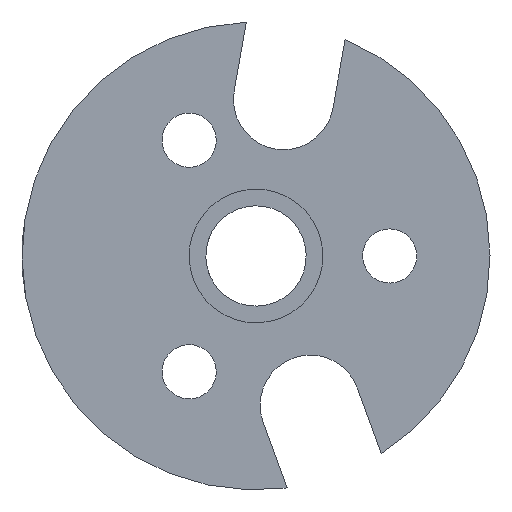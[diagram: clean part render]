
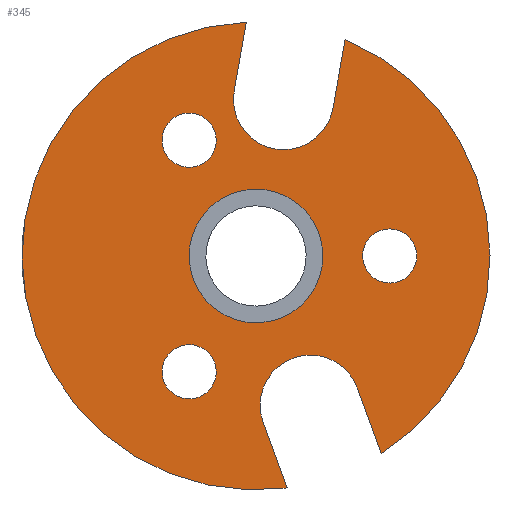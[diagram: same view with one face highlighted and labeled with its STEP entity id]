
A CAD part, front view. The second image highlights one B-rep face of the part: STEP entity #345.
In plain terms, the highlighted planar face has unit normal (0, -1, 0).
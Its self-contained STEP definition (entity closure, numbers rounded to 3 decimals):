
#156=CARTESIAN_POINT('Axis2P3D Location',(0.,1.5,0.)) ;
#160=CARTESIAN_POINT('Vertex',(1.858,1.5,-13.876)) ;
#162=CARTESIAN_POINT('Vertex',(-12.286,1.5,6.712)) ;
#195=CARTESIAN_POINT('Axis2P3D Location',(14.,1.5,0.)) ;
#200=CARTESIAN_POINT('Line Origine',(4.967,1.5,10.89)) ;
#204=CARTESIAN_POINT('Vertex',(5.329,1.5,12.946)) ;
#206=CARTESIAN_POINT('Vertex',(4.604,1.5,8.835)) ;
#209=CARTESIAN_POINT('Axis2P3D Location',(1.65,1.5,9.356)) ;
#213=CARTESIAN_POINT('Vertex',(-1.305,1.5,9.877)) ;
#216=CARTESIAN_POINT('Line Origine',(-0.942,1.5,11.932)) ;
#220=CARTESIAN_POINT('Vertex',(-0.58,1.5,13.988)) ;
#223=CARTESIAN_POINT('Axis2P3D Location',(0.,1.5,0.)) ;
#228=CARTESIAN_POINT('Line Origine',(1.144,1.5,-11.915)) ;
#232=CARTESIAN_POINT('Vertex',(0.43,1.5,-9.953)) ;
#235=CARTESIAN_POINT('Axis2P3D Location',(3.249,1.5,-8.927)) ;
#239=CARTESIAN_POINT('Vertex',(6.068,1.5,-7.901)) ;
#242=CARTESIAN_POINT('Line Origine',(6.782,1.5,-9.863)) ;
#246=CARTESIAN_POINT('Vertex',(7.496,1.5,-11.824)) ;
#249=CARTESIAN_POINT('Axis2P3D Location',(0.,1.5,0.)) ;
#253=CARTESIAN_POINT('Vertex',(12.286,1.5,-6.712)) ;
#256=CARTESIAN_POINT('Axis2P3D Location',(0.,1.5,0.)) ;
#273=CARTESIAN_POINT('Axis2P3D Location',(8.,1.5,0.)) ;
#277=CARTESIAN_POINT('Vertex',(6.577,1.5,0.777)) ;
#279=CARTESIAN_POINT('Vertex',(9.423,1.5,-0.777)) ;
#282=CARTESIAN_POINT('Axis2P3D Location',(8.,1.5,0.)) ;
#291=CARTESIAN_POINT('Axis2P3D Location',(0.,1.5,0.)) ;
#295=CARTESIAN_POINT('Vertex',(-3.51,1.5,1.918)) ;
#297=CARTESIAN_POINT('Vertex',(3.51,1.5,-1.918)) ;
#300=CARTESIAN_POINT('Axis2P3D Location',(0.,1.5,0.)) ;
#309=CARTESIAN_POINT('Axis2P3D Location',(-4.,1.5,6.928)) ;
#313=CARTESIAN_POINT('Vertex',(-4.038,1.5,8.549)) ;
#315=CARTESIAN_POINT('Vertex',(-3.962,1.5,5.308)) ;
#318=CARTESIAN_POINT('Axis2P3D Location',(-4.,1.5,6.928)) ;
#327=CARTESIAN_POINT('Axis2P3D Location',(-4.,1.5,-6.928)) ;
#331=CARTESIAN_POINT('Vertex',(-5.384,1.5,-7.772)) ;
#333=CARTESIAN_POINT('Vertex',(-2.616,1.5,-6.085)) ;
#336=CARTESIAN_POINT('Axis2P3D Location',(-4.,1.5,-6.928)) ;
#157=DIRECTION('Axis2P3D Direction',(0.,1.,0.)) ;
#196=DIRECTION('Axis2P3D Direction',(0.,1.,0.)) ;
#197=DIRECTION('Axis2P3D XDirection',(1.,-0.,0.)) ;
#201=DIRECTION('Vector Direction',(-0.174,0.,-0.985)) ;
#210=DIRECTION('Axis2P3D Direction',(0.,1.,0.)) ;
#217=DIRECTION('Vector Direction',(0.174,0.,0.985)) ;
#224=DIRECTION('Axis2P3D Direction',(0.,1.,0.)) ;
#229=DIRECTION('Vector Direction',(-0.342,0.,0.94)) ;
#236=DIRECTION('Axis2P3D Direction',(0.,1.,0.)) ;
#243=DIRECTION('Vector Direction',(0.342,0.,-0.94)) ;
#250=DIRECTION('Axis2P3D Direction',(0.,1.,0.)) ;
#257=DIRECTION('Axis2P3D Direction',(0.,1.,0.)) ;
#274=DIRECTION('Axis2P3D Direction',(0.,1.,0.)) ;
#283=DIRECTION('Axis2P3D Direction',(0.,1.,0.)) ;
#292=DIRECTION('Axis2P3D Direction',(0.,1.,0.)) ;
#301=DIRECTION('Axis2P3D Direction',(0.,1.,0.)) ;
#310=DIRECTION('Axis2P3D Direction',(0.,1.,0.)) ;
#319=DIRECTION('Axis2P3D Direction',(0.,1.,0.)) ;
#328=DIRECTION('Axis2P3D Direction',(0.,1.,0.)) ;
#337=DIRECTION('Axis2P3D Direction',(0.,1.,0.)) ;
#158=AXIS2_PLACEMENT_3D('Circle Axis2P3D',#156,#157,$) ;
#198=AXIS2_PLACEMENT_3D('Plane Axis2P3D',#195,#196,#197) ;
#211=AXIS2_PLACEMENT_3D('Circle Axis2P3D',#209,#210,$) ;
#225=AXIS2_PLACEMENT_3D('Circle Axis2P3D',#223,#224,$) ;
#237=AXIS2_PLACEMENT_3D('Circle Axis2P3D',#235,#236,$) ;
#251=AXIS2_PLACEMENT_3D('Circle Axis2P3D',#249,#250,$) ;
#258=AXIS2_PLACEMENT_3D('Circle Axis2P3D',#256,#257,$) ;
#275=AXIS2_PLACEMENT_3D('Circle Axis2P3D',#273,#274,$) ;
#284=AXIS2_PLACEMENT_3D('Circle Axis2P3D',#282,#283,$) ;
#293=AXIS2_PLACEMENT_3D('Circle Axis2P3D',#291,#292,$) ;
#302=AXIS2_PLACEMENT_3D('Circle Axis2P3D',#300,#301,$) ;
#311=AXIS2_PLACEMENT_3D('Circle Axis2P3D',#309,#310,$) ;
#320=AXIS2_PLACEMENT_3D('Circle Axis2P3D',#318,#319,$) ;
#329=AXIS2_PLACEMENT_3D('Circle Axis2P3D',#327,#328,$) ;
#338=AXIS2_PLACEMENT_3D('Circle Axis2P3D',#336,#337,$) ;
#262=ORIENTED_EDGE('',*,*,#208,.T.) ;
#263=ORIENTED_EDGE('',*,*,#215,.T.) ;
#264=ORIENTED_EDGE('',*,*,#222,.T.) ;
#265=ORIENTED_EDGE('',*,*,#227,.F.) ;
#266=ORIENTED_EDGE('',*,*,#164,.F.) ;
#267=ORIENTED_EDGE('',*,*,#234,.T.) ;
#268=ORIENTED_EDGE('',*,*,#241,.T.) ;
#269=ORIENTED_EDGE('',*,*,#248,.T.) ;
#270=ORIENTED_EDGE('',*,*,#255,.F.) ;
#271=ORIENTED_EDGE('',*,*,#260,.F.) ;
#288=ORIENTED_EDGE('',*,*,#281,.T.) ;
#289=ORIENTED_EDGE('',*,*,#286,.T.) ;
#306=ORIENTED_EDGE('',*,*,#299,.T.) ;
#307=ORIENTED_EDGE('',*,*,#304,.T.) ;
#324=ORIENTED_EDGE('',*,*,#317,.T.) ;
#325=ORIENTED_EDGE('',*,*,#322,.T.) ;
#342=ORIENTED_EDGE('',*,*,#335,.T.) ;
#343=ORIENTED_EDGE('',*,*,#340,.T.) ;
#290=FACE_BOUND('',#287,.T.) ;
#308=FACE_BOUND('',#305,.T.) ;
#326=FACE_BOUND('',#323,.T.) ;
#344=FACE_BOUND('',#341,.T.) ;
#202=VECTOR('Line Direction',#201,1.) ;
#218=VECTOR('Line Direction',#217,1.) ;
#230=VECTOR('Line Direction',#229,1.) ;
#244=VECTOR('Line Direction',#243,1.) ;
#345=ADVANCED_FACE('Corps principal',(#272,#290,#308,#326,#344),#199,.F.) ;
#159=CIRCLE('generated circle',#158,14.) ;
#212=CIRCLE('generated circle',#211,3.) ;
#226=CIRCLE('generated circle',#225,14.) ;
#238=CIRCLE('generated circle',#237,3.) ;
#252=CIRCLE('generated circle',#251,14.) ;
#259=CIRCLE('generated circle',#258,14.) ;
#276=CIRCLE('generated circle',#275,1.621) ;
#285=CIRCLE('generated circle',#284,1.621) ;
#294=CIRCLE('generated circle',#293,4.) ;
#303=CIRCLE('generated circle',#302,4.) ;
#312=CIRCLE('generated circle',#311,1.621) ;
#321=CIRCLE('generated circle',#320,1.621) ;
#330=CIRCLE('generated circle',#329,1.621) ;
#339=CIRCLE('generated circle',#338,1.621) ;
#164=EDGE_CURVE('',#161,#163,#159,.T.) ;
#208=EDGE_CURVE('',#205,#207,#203,.T.) ;
#215=EDGE_CURVE('',#207,#214,#212,.T.) ;
#222=EDGE_CURVE('',#214,#221,#219,.T.) ;
#227=EDGE_CURVE('',#163,#221,#226,.T.) ;
#234=EDGE_CURVE('',#161,#233,#231,.T.) ;
#241=EDGE_CURVE('',#233,#240,#238,.T.) ;
#248=EDGE_CURVE('',#240,#247,#245,.T.) ;
#255=EDGE_CURVE('',#254,#247,#252,.T.) ;
#260=EDGE_CURVE('',#205,#254,#259,.T.) ;
#281=EDGE_CURVE('',#278,#280,#276,.T.) ;
#286=EDGE_CURVE('',#280,#278,#285,.T.) ;
#299=EDGE_CURVE('',#296,#298,#294,.T.) ;
#304=EDGE_CURVE('',#298,#296,#303,.T.) ;
#317=EDGE_CURVE('',#314,#316,#312,.T.) ;
#322=EDGE_CURVE('',#316,#314,#321,.T.) ;
#335=EDGE_CURVE('',#332,#334,#330,.T.) ;
#340=EDGE_CURVE('',#334,#332,#339,.T.) ;
#261=EDGE_LOOP('',(#262,#263,#264,#265,#266,#267,#268,#269,#270,#271)) ;
#287=EDGE_LOOP('',(#288,#289)) ;
#305=EDGE_LOOP('',(#306,#307)) ;
#323=EDGE_LOOP('',(#324,#325)) ;
#341=EDGE_LOOP('',(#342,#343)) ;
#272=FACE_OUTER_BOUND('',#261,.T.) ;
#203=LINE('Line',#200,#202) ;
#219=LINE('Line',#216,#218) ;
#231=LINE('Line',#228,#230) ;
#245=LINE('Line',#242,#244) ;
#199=PLANE('Plane',#198) ;
#161=VERTEX_POINT('',#160) ;
#163=VERTEX_POINT('',#162) ;
#205=VERTEX_POINT('',#204) ;
#207=VERTEX_POINT('',#206) ;
#214=VERTEX_POINT('',#213) ;
#221=VERTEX_POINT('',#220) ;
#233=VERTEX_POINT('',#232) ;
#240=VERTEX_POINT('',#239) ;
#247=VERTEX_POINT('',#246) ;
#254=VERTEX_POINT('',#253) ;
#278=VERTEX_POINT('',#277) ;
#280=VERTEX_POINT('',#279) ;
#296=VERTEX_POINT('',#295) ;
#298=VERTEX_POINT('',#297) ;
#314=VERTEX_POINT('',#313) ;
#316=VERTEX_POINT('',#315) ;
#332=VERTEX_POINT('',#331) ;
#334=VERTEX_POINT('',#333) ;
